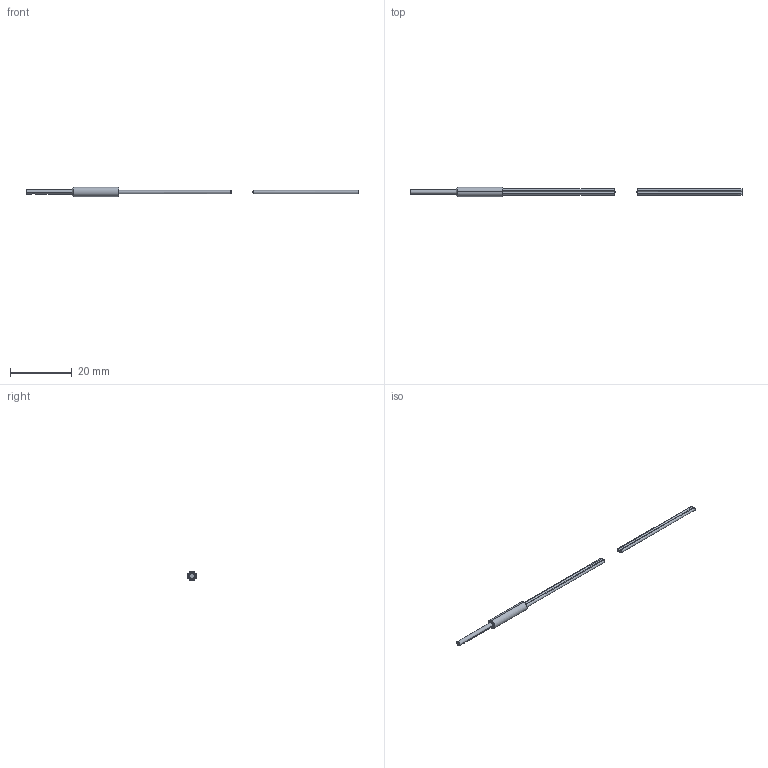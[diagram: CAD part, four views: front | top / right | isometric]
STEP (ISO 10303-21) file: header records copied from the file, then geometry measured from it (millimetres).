
FILE_DESCRIPTION (( 'STEP AP214' ), '1' );
FILE_NAME ('OPT2051.STEP', '2016-02-24T14:32:57', ( '' ), ( '' ), 'SwSTEP 2.0', 'SolidWorks 2014', '' );
FILE_SCHEMA (( 'AUTOMOTIVE_DESIGN' ));
Length unit declared in the file: inch
Products named in the file (3): OPT2051; 1; 2
Assembly tree (2 placements, depth 2):
  OPT2051
    1
    2
Bounding box: 107.5 x 3 x 3 mm (x, y, z)
Volume: 242 mm3; surface area: 640.6 mm2
Topology: 2 solids, 2 shells, 29 faces, 60 edges, 38 vertices
Faces by surface type: cylinder 16, plane 11, cone 2
Entity records: 892 total; most frequent: CARTESIAN_POINT 174, DIRECTION 136, ORIENTED_EDGE 120, EDGE_CURVE 60, AXIS2_PLACEMENT_3D 56, VERTEX_POINT 38, EDGE_LOOP 32, FACE_OUTER_BOUND 29
